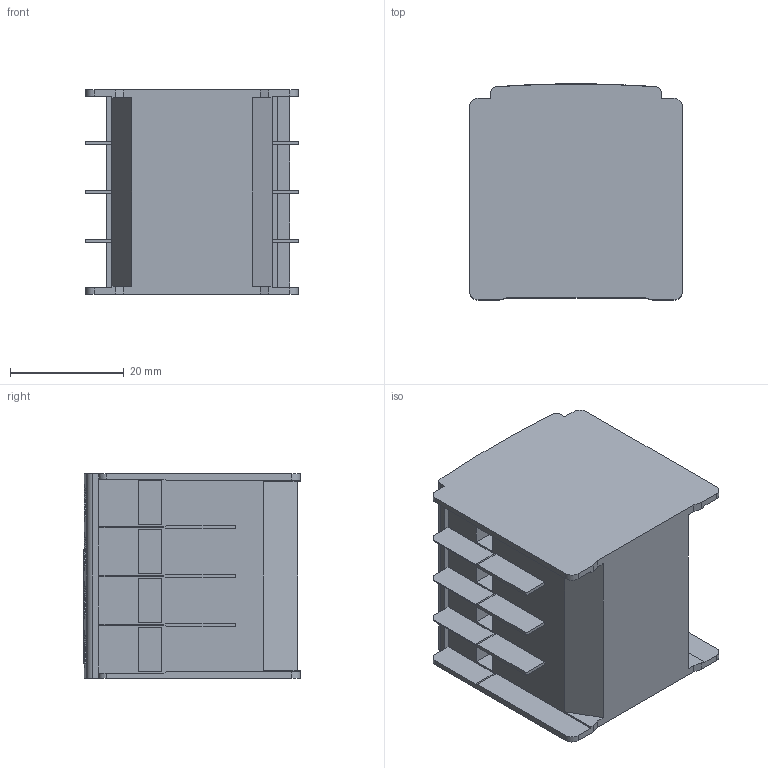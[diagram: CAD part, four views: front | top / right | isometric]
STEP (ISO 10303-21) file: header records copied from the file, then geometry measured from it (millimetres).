
FILE_DESCRIPTION (( 'STEP AP214' ), '1' );
FILE_NAME ('3RH1911_00000205_000_STP.STEP', '2006-02-02T09:54:02', ( 'CAT' ), ( 'Siemens AG' ), 'SwSTEP 2.0', 'SolidWorks 2005313', '' );
FILE_SCHEMA (( 'AUTOMOTIVE_DESIGN' ));
Length unit declared in the file: millimetre
Products named in the file (1): 3RH1911_00000205_000_STP
Bounding box: 37.5 x 38.1 x 36 mm (x, y, z)
Volume: 34450.3 mm3; surface area: 12758.9 mm2
Topology: 2 solids, 2 shells, 220 faces, 582 edges, 384 vertices
Faces by surface type: plane 163, cylinder 49, bspline 8
Entity records: 9276 total; most frequent: CARTESIAN_POINT 2315, ORIENTED_EDGE 1164, DIRECTION 1030, EDGE_CURVE 582, VECTOR 464, LINE 464, VERTEX_POINT 384, AXIS2_PLACEMENT_3D 283
